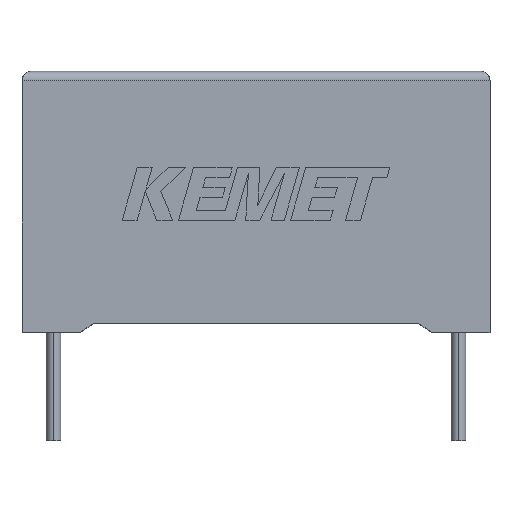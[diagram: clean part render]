
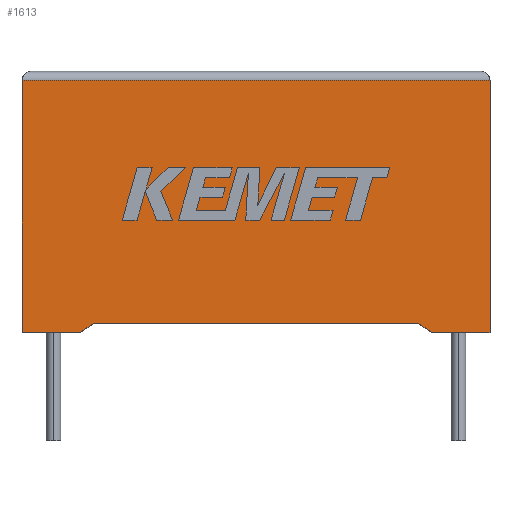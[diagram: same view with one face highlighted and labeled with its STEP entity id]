
A CAD part, top view. The second image highlights one B-rep face of the part: STEP entity #1613.
In plain terms, the highlighted planar face has unit normal (0, 0, 1).
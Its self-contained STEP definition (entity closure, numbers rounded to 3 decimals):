
#23 = VERTEX_POINT ( 'NONE', #2428 ) ;
#44 = VERTEX_POINT ( 'NONE', #1248 ) ;
#54 = EDGE_CURVE ( 'NONE', #2700, #23, #2724, .T. ) ;
#76 = CARTESIAN_POINT ( 'NONE',  ( 22.75, 0., 6.5 ) ) ;
#143 = DIRECTION ( 'NONE',  ( -1., 0., 0. ) ) ;
#173 = VECTOR ( 'NONE', #143, 1000. ) ;
#238 = EDGE_CURVE ( 'NONE', #2700, #866, #286, .T. ) ;
#265 = FACE_OUTER_BOUND ( 'NONE', #2395, .T. ) ;
#286 = LINE ( 'NONE', #1215, #2615 ) ;
#402 = DIRECTION ( 'NONE',  ( 0., -1., 0. ) ) ;
#420 = LINE ( 'NONE', #3004, #2388 ) ;
#437 = DIRECTION ( 'NONE',  ( -1., 0., 0. ) ) ;
#461 = VECTOR ( 'NONE', #1017, 1000. ) ;
#474 = ORIENTED_EDGE ( 'NONE', *, *, #54, .T. ) ;
#583 = ORIENTED_EDGE ( 'NONE', *, *, #2914, .T. ) ;
#625 = AXIS2_PLACEMENT_3D ( 'NONE', #3031, #2160, #437 ) ;
#629 = EDGE_CURVE ( 'NONE', #2618, #1123, #822, .T. ) ;
#658 = VERTEX_POINT ( 'NONE', #1757 ) ;
#675 = VECTOR ( 'NONE', #2800, 1000. ) ;
#795 = CARTESIAN_POINT ( 'NONE',  ( 0., 14., 6.5 ) ) ;
#809 = CARTESIAN_POINT ( 'NONE',  ( 0., 0., 6.5 ) ) ;
#822 = LINE ( 'NONE', #2947, #173 ) ;
#866 = VERTEX_POINT ( 'NONE', #1268 ) ;
#932 = ORIENTED_EDGE ( 'NONE', *, *, #2960, .T. ) ;
#964 = CARTESIAN_POINT ( 'NONE',  ( 22.028, 0.5, 6.5 ) ) ;
#1017 = DIRECTION ( 'NONE',  ( 0.822, -0.569, 0. ) ) ;
#1119 = ORIENTED_EDGE ( 'NONE', *, *, #629, .T. ) ;
#1123 = VERTEX_POINT ( 'NONE', #795 ) ;
#1215 = CARTESIAN_POINT ( 'NONE',  ( 13., 0.5, 6.5 ) ) ;
#1232 = DIRECTION ( 'NONE',  ( -1., 0., 0. ) ) ;
#1248 = CARTESIAN_POINT ( 'NONE',  ( 0., 0., 6.5 ) ) ;
#1268 = CARTESIAN_POINT ( 'NONE',  ( 3.972, 0.5, 6.5 ) ) ;
#1364 = ORIENTED_EDGE ( 'NONE', *, *, #1854, .T. ) ;
#1613 = ADVANCED_FACE ( 'NONE', ( #265 ), #2830, .F. ) ;
#1757 = CARTESIAN_POINT ( 'NONE',  ( 26., 0., 6.5 ) ) ;
#1808 = ORIENTED_EDGE ( 'NONE', *, *, #238, .F. ) ;
#1817 = LINE ( 'NONE', #3022, #675 ) ;
#1822 = CARTESIAN_POINT ( 'NONE',  ( 3.25, 0., 6.5 ) ) ;
#1849 = CARTESIAN_POINT ( 'NONE',  ( 0., 0., 6.5 ) ) ;
#1854 = EDGE_CURVE ( 'NONE', #658, #2618, #1817, .T. ) ;
#1965 = LINE ( 'NONE', #809, #2373 ) ;
#2042 = EDGE_CURVE ( 'NONE', #23, #658, #1965, .T. ) ;
#2160 = DIRECTION ( 'NONE',  ( 0., 0., -1. ) ) ;
#2219 = DIRECTION ( 'NONE',  ( 1., 0., 0. ) ) ;
#2297 = CARTESIAN_POINT ( 'NONE',  ( 3.25, 0., 6.5 ) ) ;
#2373 = VECTOR ( 'NONE', #2219, 1000. ) ;
#2388 = VECTOR ( 'NONE', #402, 1000. ) ;
#2395 = EDGE_LOOP ( 'NONE', ( #1364, #1119, #932, #583, #2471, #1808, #474, #2929 ) ) ;
#2428 = CARTESIAN_POINT ( 'NONE',  ( 22.75, 0., 6.5 ) ) ;
#2441 = VECTOR ( 'NONE', #2549, 1000. ) ;
#2471 = ORIENTED_EDGE ( 'NONE', *, *, #2893, .F. ) ;
#2539 = LINE ( 'NONE', #2297, #2441 ) ;
#2549 = DIRECTION ( 'NONE',  ( -0.822, -0.569, 0. ) ) ;
#2553 = CARTESIAN_POINT ( 'NONE',  ( 26., 14., 6.5 ) ) ;
#2588 = DIRECTION ( 'NONE',  ( 1., 0., 0. ) ) ;
#2596 = VERTEX_POINT ( 'NONE', #1822 ) ;
#2615 = VECTOR ( 'NONE', #1232, 1000. ) ;
#2618 = VERTEX_POINT ( 'NONE', #2553 ) ;
#2700 = VERTEX_POINT ( 'NONE', #964 ) ;
#2724 = LINE ( 'NONE', #76, #461 ) ;
#2782 = VECTOR ( 'NONE', #2588, 1000. ) ;
#2800 = DIRECTION ( 'NONE',  ( 0., 1., 0. ) ) ;
#2830 = PLANE ( 'NONE',  #625 ) ;
#2893 = EDGE_CURVE ( 'NONE', #866, #2596, #2539, .T. ) ;
#2914 = EDGE_CURVE ( 'NONE', #44, #2596, #3021, .T. ) ;
#2929 = ORIENTED_EDGE ( 'NONE', *, *, #2042, .T. ) ;
#2947 = CARTESIAN_POINT ( 'NONE',  ( 0., 14., 6.5 ) ) ;
#2960 = EDGE_CURVE ( 'NONE', #1123, #44, #420, .T. ) ;
#3004 = CARTESIAN_POINT ( 'NONE',  ( 0., 0., 6.5 ) ) ;
#3021 = LINE ( 'NONE', #1849, #2782 ) ;
#3022 = CARTESIAN_POINT ( 'NONE',  ( 26., 0., 6.5 ) ) ;
#3031 = CARTESIAN_POINT ( 'NONE',  ( 0., 0., 6.5 ) ) ;
